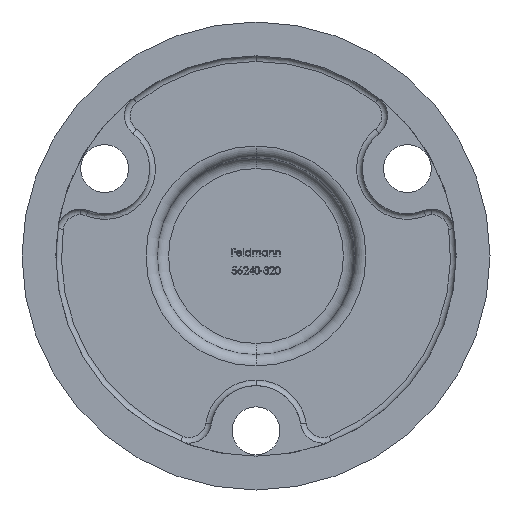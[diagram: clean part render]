
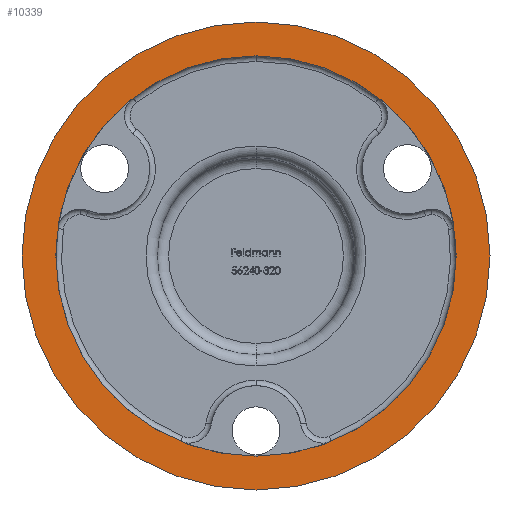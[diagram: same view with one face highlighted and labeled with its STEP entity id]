
A CAD part, front view. The second image highlights one B-rep face of the part: STEP entity #10339.
In plain terms, the highlighted planar face has unit normal (0, -1, 0).
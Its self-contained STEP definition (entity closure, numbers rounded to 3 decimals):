
#579 = EDGE_LOOP ( 'NONE', ( #6301, #11423 ) ) ;
#1100 = VERTEX_POINT ( 'NONE', #9296 ) ;
#1284 = ORIENTED_EDGE ( 'NONE', *, *, #16562, .F. ) ;
#1956 = DIRECTION ( 'NONE',  ( 0., -1., 0. ) ) ;
#2992 = DIRECTION ( 'NONE',  ( 0., 0., 1. ) ) ;
#4879 = AXIS2_PLACEMENT_3D ( 'NONE', #14842, #14909, #9885 ) ;
#5338 = CARTESIAN_POINT ( 'NONE',  ( 0., 0., -41.5 ) ) ;
#6301 = ORIENTED_EDGE ( 'NONE', *, *, #18524, .F. ) ;
#6962 = VERTEX_POINT ( 'NONE', #5338 ) ;
#8294 = DIRECTION ( 'NONE',  ( 0., -1., 0. ) ) ;
#8718 = PLANE ( 'NONE',  #17032 ) ;
#9296 = CARTESIAN_POINT ( 'NONE',  ( 0., 0., -35.5 ) ) ;
#9373 = EDGE_CURVE ( 'NONE', #17022, #6962, #16433, .T. ) ;
#9429 = AXIS2_PLACEMENT_3D ( 'NONE', #16957, #1956, #10349 ) ;
#9559 = CARTESIAN_POINT ( 'NONE',  ( 0., 0., 0. ) ) ;
#9885 = DIRECTION ( 'NONE',  ( 0., 0., 1. ) ) ;
#10002 = CIRCLE ( 'NONE', #4879, 41.5 ) ;
#10263 = CARTESIAN_POINT ( 'NONE',  ( 0., 0., 0. ) ) ;
#10339 = ADVANCED_FACE ( 'NONE', ( #20808, #10421 ), #8718, .F. ) ;
#10349 = DIRECTION ( 'NONE',  ( 0., 0., -1. ) ) ;
#10412 = DIRECTION ( 'NONE',  ( 0., 0., 1. ) ) ;
#10421 = FACE_BOUND ( 'NONE', #11383, .T. ) ;
#11137 = CIRCLE ( 'NONE', #9429, 35.5 ) ;
#11383 = EDGE_LOOP ( 'NONE', ( #1284, #19544 ) ) ;
#11423 = ORIENTED_EDGE ( 'NONE', *, *, #9373, .F. ) ;
#14370 = DIRECTION ( 'NONE',  ( 0., 1., 0. ) ) ;
#14842 = CARTESIAN_POINT ( 'NONE',  ( 0., 0., 0. ) ) ;
#14909 = DIRECTION ( 'NONE',  ( 0., 1., 0. ) ) ;
#14941 = EDGE_CURVE ( 'NONE', #20037, #1100, #19715, .T. ) ;
#15843 = AXIS2_PLACEMENT_3D ( 'NONE', #21359, #8294, #19357 ) ;
#16433 = CIRCLE ( 'NONE', #18271, 41.5 ) ;
#16562 = EDGE_CURVE ( 'NONE', #1100, #20037, #11137, .T. ) ;
#16957 = CARTESIAN_POINT ( 'NONE',  ( 0., 0., 0. ) ) ;
#17022 = VERTEX_POINT ( 'NONE', #18589 ) ;
#17032 = AXIS2_PLACEMENT_3D ( 'NONE', #10263, #20356, #10412 ) ;
#18271 = AXIS2_PLACEMENT_3D ( 'NONE', #9559, #14370, #2992 ) ;
#18524 = EDGE_CURVE ( 'NONE', #6962, #17022, #10002, .T. ) ;
#18589 = CARTESIAN_POINT ( 'NONE',  ( 0., 0., 41.5 ) ) ;
#19357 = DIRECTION ( 'NONE',  ( 0., 0., -1. ) ) ;
#19544 = ORIENTED_EDGE ( 'NONE', *, *, #14941, .F. ) ;
#19715 = CIRCLE ( 'NONE', #15843, 35.5 ) ;
#19963 = CARTESIAN_POINT ( 'NONE',  ( 0., 0., 35.5 ) ) ;
#20037 = VERTEX_POINT ( 'NONE', #19963 ) ;
#20356 = DIRECTION ( 'NONE',  ( 0., 1., 0. ) ) ;
#20808 = FACE_OUTER_BOUND ( 'NONE', #579, .T. ) ;
#21359 = CARTESIAN_POINT ( 'NONE',  ( 0., 0., 0. ) ) ;
